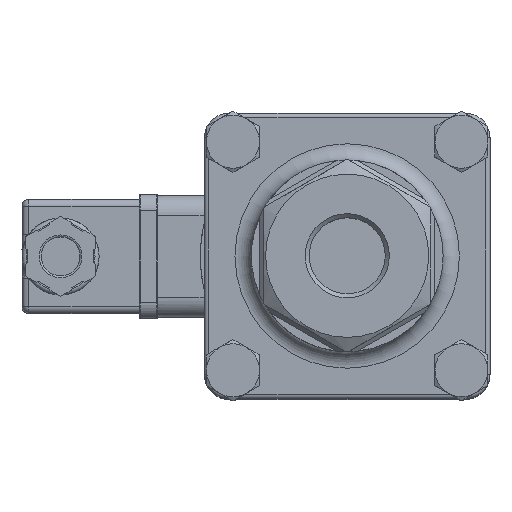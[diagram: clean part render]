
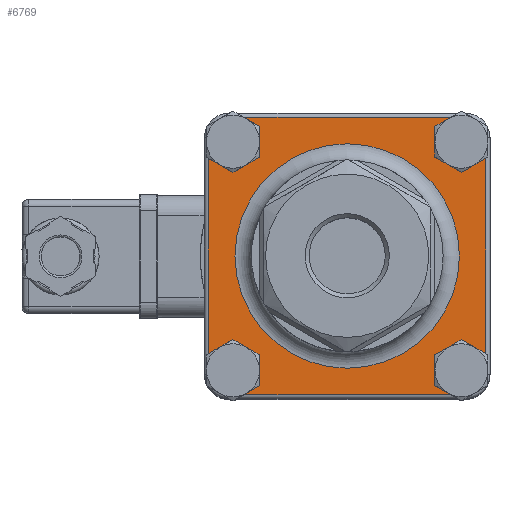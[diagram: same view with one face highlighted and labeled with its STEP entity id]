
A CAD part, top view. The second image highlights one B-rep face of the part: STEP entity #6769.
In plain terms, the highlighted planar face has unit normal (0, 0, 1).
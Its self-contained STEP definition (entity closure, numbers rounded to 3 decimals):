
#289=FACE_BOUND('',#1428,.T.);
#290=FACE_BOUND('',#1429,.T.);
#291=FACE_BOUND('',#1430,.T.);
#292=FACE_BOUND('',#1431,.T.);
#293=FACE_BOUND('',#1432,.T.);
#410=CIRCLE('',#7093,5.8);
#439=CIRCLE('',#7156,5.8);
#468=CIRCLE('',#7219,5.8);
#497=CIRCLE('',#7282,5.8);
#541=CIRCLE('',#7404,5.);
#545=CIRCLE('',#7409,5.);
#549=CIRCLE('',#7416,5.);
#553=CIRCLE('',#7421,5.);
#554=CIRCLE('',#7427,27.5);
#1015=FACE_OUTER_BOUND('',#1427,.T.);
#1427=EDGE_LOOP('',(#5247,#5248,#5249,#5250,#5251,#5252,#5253,#5254));
#1428=EDGE_LOOP('',(#5255));
#1429=EDGE_LOOP('',(#5256));
#1430=EDGE_LOOP('',(#5257));
#1431=EDGE_LOOP('',(#5258));
#1432=EDGE_LOOP('',(#5259));
#1819=LINE('',#11333,#2255);
#1821=LINE('',#11350,#2257);
#1822=LINE('',#11354,#2258);
#1824=LINE('',#11369,#2260);
#2255=VECTOR('',#8866,10.);
#2257=VECTOR('',#8890,10.);
#2258=VECTOR('',#8895,10.);
#2260=VECTOR('',#8915,10.);
#2624=VERTEX_POINT('',#10153);
#2678=VERTEX_POINT('',#10375);
#2732=VERTEX_POINT('',#10597);
#2786=VERTEX_POINT('',#10819);
#2850=VERTEX_POINT('',#11330);
#2851=VERTEX_POINT('',#11332);
#2853=VERTEX_POINT('',#11338);
#2854=VERTEX_POINT('',#11343);
#2855=VERTEX_POINT('',#11348);
#2856=VERTEX_POINT('',#11352);
#2858=VERTEX_POINT('',#11357);
#2859=VERTEX_POINT('',#11362);
#2861=VERTEX_POINT('',#11377);
#3281=EDGE_CURVE('',#2624,#2624,#410,.T.);
#3365=EDGE_CURVE('',#2678,#2678,#439,.T.);
#3449=EDGE_CURVE('',#2732,#2732,#468,.T.);
#3533=EDGE_CURVE('',#2786,#2786,#497,.T.);
#3672=EDGE_CURVE('',#2850,#2851,#1819,.T.);
#3676=EDGE_CURVE('',#2853,#2850,#541,.T.);
#3680=EDGE_CURVE('',#2851,#2854,#545,.T.);
#3682=EDGE_CURVE('',#2855,#2853,#1821,.T.);
#3684=EDGE_CURVE('',#2854,#2856,#1822,.T.);
#3686=EDGE_CURVE('',#2858,#2855,#549,.T.);
#3690=EDGE_CURVE('',#2856,#2859,#553,.T.);
#3692=EDGE_CURVE('',#2859,#2858,#1824,.T.);
#3696=EDGE_CURVE('',#2861,#2861,#554,.T.);
#5247=ORIENTED_EDGE('',*,*,#3672,.F.);
#5248=ORIENTED_EDGE('',*,*,#3676,.F.);
#5249=ORIENTED_EDGE('',*,*,#3682,.F.);
#5250=ORIENTED_EDGE('',*,*,#3686,.F.);
#5251=ORIENTED_EDGE('',*,*,#3692,.F.);
#5252=ORIENTED_EDGE('',*,*,#3690,.F.);
#5253=ORIENTED_EDGE('',*,*,#3684,.F.);
#5254=ORIENTED_EDGE('',*,*,#3680,.F.);
#5255=ORIENTED_EDGE('',*,*,#3281,.T.);
#5256=ORIENTED_EDGE('',*,*,#3365,.T.);
#5257=ORIENTED_EDGE('',*,*,#3449,.T.);
#5258=ORIENTED_EDGE('',*,*,#3533,.T.);
#5259=ORIENTED_EDGE('',*,*,#3696,.F.);
#6073=PLANE('',#7426);
#6769=ADVANCED_FACE('',(#1015,#289,#290,#291,#292,#293),#6073,.T.);
#7093=AXIS2_PLACEMENT_3D('',#10154,#8091,#8092);
#7156=AXIS2_PLACEMENT_3D('',#10376,#8247,#8248);
#7219=AXIS2_PLACEMENT_3D('',#10598,#8403,#8404);
#7282=AXIS2_PLACEMENT_3D('',#10820,#8559,#8560);
#7404=AXIS2_PLACEMENT_3D('',#11340,#8874,#8875);
#7409=AXIS2_PLACEMENT_3D('',#11346,#8884,#8885);
#7416=AXIS2_PLACEMENT_3D('',#11359,#8900,#8901);
#7421=AXIS2_PLACEMENT_3D('',#11366,#8910,#8911);
#7426=AXIS2_PLACEMENT_3D('',#11376,#8925,#8926);
#7427=AXIS2_PLACEMENT_3D('',#11378,#8927,#8928);
#8091=DIRECTION('center_axis',(0.,0.,-1.));
#8092=DIRECTION('ref_axis',(0.866,0.5,0.));
#8247=DIRECTION('center_axis',(0.,0.,-1.));
#8248=DIRECTION('ref_axis',(0.866,0.5,0.));
#8403=DIRECTION('center_axis',(0.,0.,-1.));
#8404=DIRECTION('ref_axis',(0.866,0.5,0.));
#8559=DIRECTION('center_axis',(0.,0.,-1.));
#8560=DIRECTION('ref_axis',(0.866,0.5,0.));
#8866=DIRECTION('',(-1.,0.,0.));
#8874=DIRECTION('center_axis',(0.,0.,-1.));
#8875=DIRECTION('ref_axis',(0.707,-0.707,0.));
#8884=DIRECTION('center_axis',(0.,0.,-1.));
#8885=DIRECTION('ref_axis',(-0.707,-0.707,0.));
#8890=DIRECTION('',(0.,-1.,0.));
#8895=DIRECTION('',(0.,1.,0.));
#8900=DIRECTION('center_axis',(0.,0.,-1.));
#8901=DIRECTION('ref_axis',(0.707,0.707,0.));
#8910=DIRECTION('center_axis',(0.,0.,-1.));
#8911=DIRECTION('ref_axis',(-0.707,0.707,0.));
#8915=DIRECTION('',(1.,0.,0.));
#8925=DIRECTION('center_axis',(0.,0.,1.));
#8926=DIRECTION('ref_axis',(1.,0.,0.));
#8927=DIRECTION('center_axis',(0.,0.,1.));
#8928=DIRECTION('ref_axis',(-1.,0.,0.));
#10153=CARTESIAN_POINT('',(22.977,25.1,10.));
#10154=CARTESIAN_POINT('Origin',(28.,28.,10.));
#10375=CARTESIAN_POINT('',(-33.023,25.1,10.));
#10376=CARTESIAN_POINT('Origin',(-28.,28.,10.));
#10597=CARTESIAN_POINT('',(22.977,-30.9,10.));
#10598=CARTESIAN_POINT('Origin',(28.,-28.,10.));
#10819=CARTESIAN_POINT('',(-33.023,-30.9,10.));
#10820=CARTESIAN_POINT('Origin',(-28.,-28.,10.));
#11330=CARTESIAN_POINT('',(29.,-34.,10.));
#11332=CARTESIAN_POINT('',(-29.,-34.,10.));
#11333=CARTESIAN_POINT('',(17.5,-34.,10.));
#11338=CARTESIAN_POINT('',(34.,-29.,10.));
#11340=CARTESIAN_POINT('Origin',(29.,-29.,10.));
#11343=CARTESIAN_POINT('',(-34.,-29.,10.));
#11346=CARTESIAN_POINT('Origin',(-29.,-29.,10.));
#11348=CARTESIAN_POINT('',(34.,29.,10.));
#11350=CARTESIAN_POINT('',(34.,17.5,10.));
#11352=CARTESIAN_POINT('',(-34.,29.,10.));
#11354=CARTESIAN_POINT('',(-34.,-17.5,10.));
#11357=CARTESIAN_POINT('',(29.,34.,10.));
#11359=CARTESIAN_POINT('Origin',(29.,29.,10.));
#11362=CARTESIAN_POINT('',(-29.,34.,10.));
#11366=CARTESIAN_POINT('Origin',(-29.,29.,10.));
#11369=CARTESIAN_POINT('',(-17.5,34.,10.));
#11376=CARTESIAN_POINT('Origin',(0.,0.,
10.));
#11377=CARTESIAN_POINT('',(-27.5,0.,10.));
#11378=CARTESIAN_POINT('Origin',(0.,0.,10.));
